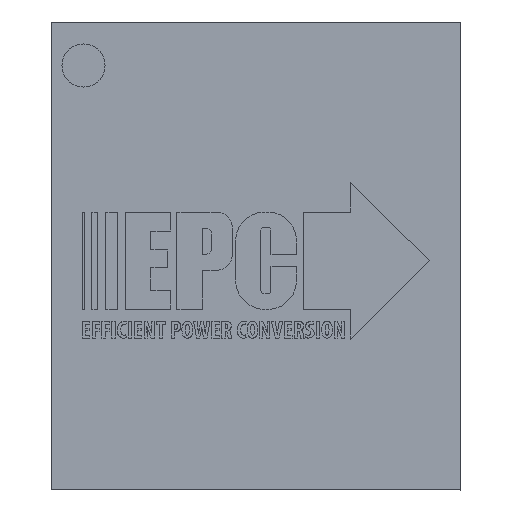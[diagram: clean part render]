
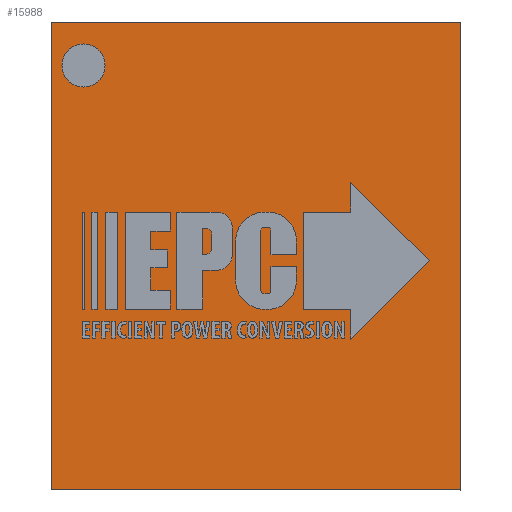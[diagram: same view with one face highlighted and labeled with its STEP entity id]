
A CAD part, top view. The second image highlights one B-rep face of the part: STEP entity #15988.
In plain terms, the highlighted planar face has unit normal (0, 0, 1).
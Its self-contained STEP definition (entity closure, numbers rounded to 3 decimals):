
#15859 = VERTEX_POINT('',#15860);
#15860 = CARTESIAN_POINT('',(1.425,-1.627,0.685));
#15866 = EDGE_CURVE('',#15859,#15867,#15869,.T.);
#15867 = VERTEX_POINT('',#15868);
#15868 = CARTESIAN_POINT('',(-1.425,-1.623,0.685));
#15869 = LINE('',#15870,#15871);
#15870 = CARTESIAN_POINT('',(1.425,-1.627,0.685));
#15871 = VECTOR('',#15872,1.);
#15872 = DIRECTION('',(-1.,0.002,0.));
#15897 = EDGE_CURVE('',#15867,#15898,#15900,.T.);
#15898 = VERTEX_POINT('',#15899);
#15899 = CARTESIAN_POINT('',(-1.425,1.627,0.685));
#15900 = LINE('',#15901,#15902);
#15901 = CARTESIAN_POINT('',(-1.425,-1.623,0.685));
#15902 = VECTOR('',#15903,1.);
#15903 = DIRECTION('',(0.,1.,0.));
#15928 = EDGE_CURVE('',#15898,#15929,#15931,.T.);
#15929 = VERTEX_POINT('',#15930);
#15930 = CARTESIAN_POINT('',(1.425,1.623,0.685));
#15931 = LINE('',#15932,#15933);
#15932 = CARTESIAN_POINT('',(-1.425,1.627,0.685));
#15933 = VECTOR('',#15934,1.);
#15934 = DIRECTION('',(1.,-0.002,0.));
#15959 = EDGE_CURVE('',#15929,#15859,#15960,.T.);
#15960 = LINE('',#15961,#15962);
#15961 = CARTESIAN_POINT('',(1.425,1.623,0.685));
#15962 = VECTOR('',#15963,1.);
#15963 = DIRECTION('',(0.,-1.,0.));
#15988 = ADVANCED_FACE('',(#15989),#15995,.T.);
#15989 = FACE_BOUND('',#15990,.F.);
#15990 = EDGE_LOOP('',(#15991,#15992,#15993,#15994));
#15991 = ORIENTED_EDGE('',*,*,#15866,.T.);
#15992 = ORIENTED_EDGE('',*,*,#15897,.T.);
#15993 = ORIENTED_EDGE('',*,*,#15928,.T.);
#15994 = ORIENTED_EDGE('',*,*,#15959,.T.);
#15995 = PLANE('',#15996);
#15996 = AXIS2_PLACEMENT_3D('',#15997,#15998,#15999);
#15997 = CARTESIAN_POINT('',(1.425,-1.627,0.685));
#15998 = DIRECTION('',(0.,0.,1.));
#15999 = DIRECTION('',(1.,0.,-0.));
